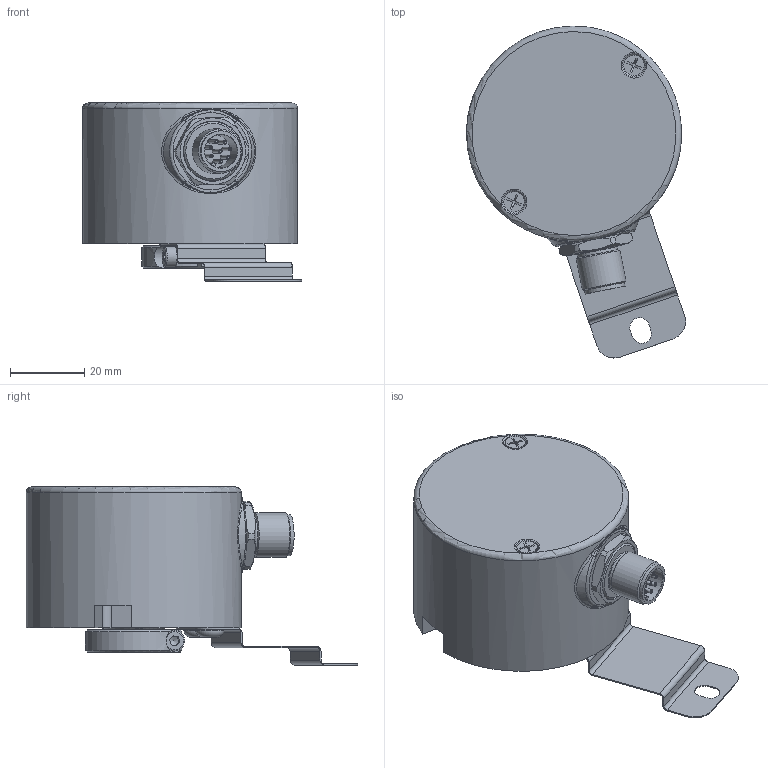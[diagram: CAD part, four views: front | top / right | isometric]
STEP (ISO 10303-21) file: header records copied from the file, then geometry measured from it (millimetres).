
FILE_DESCRIPTION((''),'2;1');
FILE_NAME('58E08xxxSC.stp','2009-10-01T15:35:15',('TP'),(''),'Autodesk Inventor 2008','Autodesk Inventor 2008','');
FILE_SCHEMA(('AUTOMOTIVE_DESIGN { 1 0 10303 214 1 1 1 1 }'));
Length unit declared in the file: millimetre
Products named in the file (1): 58E08xxxSC
Bounding box: 59.07 x 89.44 x 48 mm (x, y, z)
Volume: 41775.3 mm3; surface area: 39461.5 mm2
Topology: 1 solids, 8 shells, 666 faces, 2009 edges, 1341 vertices
Faces by surface type: plane 207, cylinder 150, bspline 117, cone 114, sphere 41, torus 37
Full cylindrical faces by diameter (mm): 0.75 x8, 1 x8, 2.013 x3, 2.459 x3, 3 x5, 3.242 x5, 3.3 x1, 4 x2, 4.5 x2, 5.5 x3, 7.6 x2, 8 x1, 9 x1, 11 x2, 12 x2, 13 x2, 16 x3, 16.01 x1, 16.6 x1, 17 x2, 19.3 x2, 20 x1, 20.2 x6, 23 x1, 23.2 x4, 24.1 x8, 25 x1, 25.85 x1, 26 x2, 53.5 x1
Entity records: 32947 total; most frequent: CARTESIAN_POINT 16743, ORIENTED_EDGE 3326, DIRECTION 2969, EDGE_CURVE 1663, AXIS2_PLACEMENT_3D 1304, VERTEX_POINT 1221, EDGE_LOOP 954, CIRCLE 764
